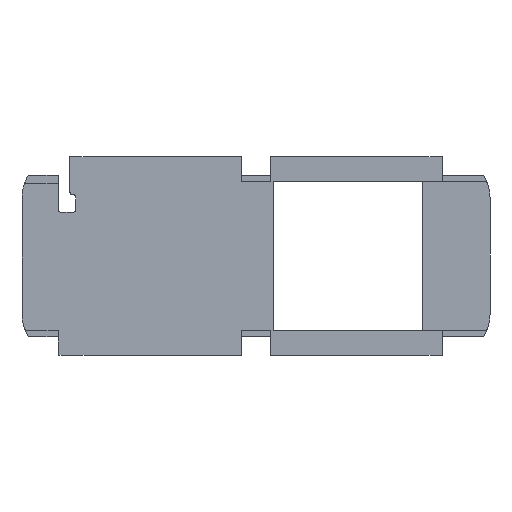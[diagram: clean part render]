
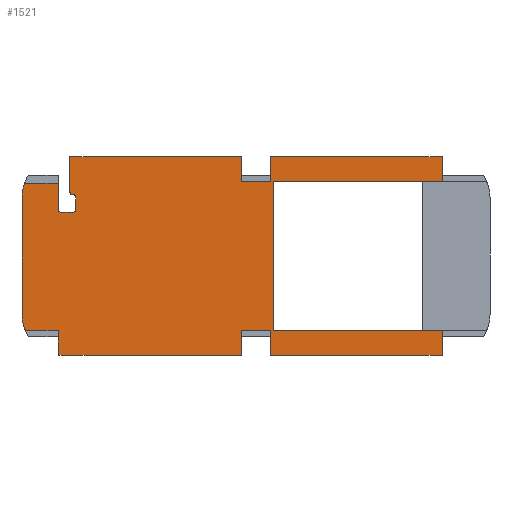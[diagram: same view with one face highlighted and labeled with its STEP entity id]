
A CAD part, top view. The second image highlights one B-rep face of the part: STEP entity #1521.
In plain terms, the highlighted planar face has unit normal (0, 0, 1).
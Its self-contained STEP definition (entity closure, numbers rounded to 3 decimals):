
#64=PLANE('',#1657);
#138=FACE_OUTER_BOUND('',#214,.T.);
#214=EDGE_LOOP('',(#1373,#1374,#1375,#1376,#1377,#1378,#1379,#1380,#1381,
#1382,#1383,#1384,#1385,#1386,#1387,#1388,#1389,#1390,#1391,#1392,#1393,
#1394,#1395,#1396,#1397,#1398,#1399,#1400,#1401,#1402,#1403));
#267=LINE('',#2226,#441);
#273=LINE('',#2239,#447);
#277=LINE('',#2251,#451);
#281=LINE('',#2266,#455);
#333=LINE('',#2399,#507);
#337=LINE('',#2406,#511);
#340=LINE('',#2412,#514);
#344=LINE('',#2420,#518);
#348=LINE('',#2429,#522);
#355=LINE('',#2447,#529);
#356=LINE('',#2449,#530);
#357=LINE('',#2452,#531);
#360=LINE('',#2457,#534);
#364=LINE('',#2465,#538);
#365=LINE('',#2467,#539);
#368=LINE('',#2475,#542);
#370=LINE('',#2482,#544);
#373=LINE('',#2488,#547);
#377=LINE('',#2494,#551);
#378=LINE('',#2498,#552);
#382=LINE('',#2504,#556);
#389=LINE('',#2521,#563);
#390=LINE('',#2523,#564);
#391=LINE('',#2524,#565);
#441=VECTOR('',#1765,10.);
#447=VECTOR('',#1777,10.);
#451=VECTOR('',#1789,10.);
#455=VECTOR('',#1807,10.);
#507=VECTOR('',#1947,10.);
#511=VECTOR('',#1953,10.);
#514=VECTOR('',#1958,10.);
#518=VECTOR('',#1964,10.);
#522=VECTOR('',#1972,10.);
#529=VECTOR('',#1991,10.);
#530=VECTOR('',#1994,10.);
#531=VECTOR('',#1997,10.);
#534=VECTOR('',#2002,10.);
#538=VECTOR('',#2010,10.);
#539=VECTOR('',#2013,10.);
#542=VECTOR('',#2022,10.);
#544=VECTOR('',#2030,10.);
#547=VECTOR('',#2035,10.);
#551=VECTOR('',#2041,10.);
#552=VECTOR('',#2046,10.);
#556=VECTOR('',#2052,10.);
#563=VECTOR('',#2071,10.);
#564=VECTOR('',#2072,10.);
#565=VECTOR('',#2073,10.);
#589=CIRCLE('',#1568,0.2);
#591=CIRCLE('',#1572,0.2);
#592=CIRCLE('',#1575,0.2);
#594=CIRCLE('',#1578,0.2);
#610=CIRCLE('',#1632,3.5);
#611=CIRCLE('',#1634,3.5);
#615=CIRCLE('',#1658,3.5);
#680=VERTEX_POINT('',#2223);
#681=VERTEX_POINT('',#2225);
#682=VERTEX_POINT('',#2229);
#683=VERTEX_POINT('',#2231);
#685=VERTEX_POINT('',#2237);
#687=VERTEX_POINT('',#2243);
#689=VERTEX_POINT('',#2249);
#690=VERTEX_POINT('',#2253);
#692=VERTEX_POINT('',#2259);
#729=VERTEX_POINT('',#2397);
#730=VERTEX_POINT('',#2398);
#731=VERTEX_POINT('',#2403);
#732=VERTEX_POINT('',#2405);
#733=VERTEX_POINT('',#2409);
#734=VERTEX_POINT('',#2411);
#736=VERTEX_POINT('',#2417);
#737=VERTEX_POINT('',#2419);
#739=VERTEX_POINT('',#2427);
#740=VERTEX_POINT('',#2428);
#742=VERTEX_POINT('',#2435);
#743=VERTEX_POINT('',#2437);
#744=VERTEX_POINT('',#2441);
#745=VERTEX_POINT('',#2445);
#746=VERTEX_POINT('',#2451);
#749=VERTEX_POINT('',#2463);
#751=VERTEX_POINT('',#2473);
#753=VERTEX_POINT('',#2481);
#755=VERTEX_POINT('',#2487);
#757=VERTEX_POINT('',#2497);
#762=VERTEX_POINT('',#2519);
#763=VERTEX_POINT('',#2522);
#832=EDGE_CURVE('',#681,#680,#267,.T.);
#835=EDGE_CURVE('',#682,#683,#589,.T.);
#839=EDGE_CURVE('',#682,#685,#273,.T.);
#842=EDGE_CURVE('',#687,#685,#591,.T.);
#845=EDGE_CURVE('',#687,#689,#277,.T.);
#846=EDGE_CURVE('',#690,#689,#592,.T.);
#849=EDGE_CURVE('',#681,#692,#594,.T.);
#853=EDGE_CURVE('',#690,#692,#281,.T.);
#918=EDGE_CURVE('',#729,#730,#333,.T.);
#922=EDGE_CURVE('',#732,#731,#337,.T.);
#925=EDGE_CURVE('',#734,#733,#340,.T.);
#929=EDGE_CURVE('',#737,#736,#344,.T.);
#933=EDGE_CURVE('',#739,#740,#348,.T.);
#938=EDGE_CURVE('',#742,#743,#610,.T.);
#941=EDGE_CURVE('',#732,#744,#611,.T.);
#943=EDGE_CURVE('',#740,#745,#355,.T.);
#944=EDGE_CURVE('',#736,#739,#356,.T.);
#945=EDGE_CURVE('',#746,#744,#357,.T.);
#948=EDGE_CURVE('',#742,#746,#360,.T.);
#952=EDGE_CURVE('',#680,#749,#364,.T.);
#953=EDGE_CURVE('',#745,#683,#365,.T.);
#957=EDGE_CURVE('',#733,#751,#368,.T.);
#960=EDGE_CURVE('',#753,#734,#370,.T.);
#963=EDGE_CURVE('',#755,#753,#373,.T.);
#967=EDGE_CURVE('',#731,#755,#377,.T.);
#968=EDGE_CURVE('',#757,#729,#378,.T.);
#972=EDGE_CURVE('',#730,#737,#382,.T.);
#980=EDGE_CURVE('',#762,#749,#615,.T.);
#981=EDGE_CURVE('',#762,#743,#389,.T.);
#982=EDGE_CURVE('',#751,#763,#390,.T.);
#983=EDGE_CURVE('',#763,#757,#391,.T.);
#1373=ORIENTED_EDGE('',*,*,#835,.F.);
#1374=ORIENTED_EDGE('',*,*,#839,.T.);
#1375=ORIENTED_EDGE('',*,*,#842,.F.);
#1376=ORIENTED_EDGE('',*,*,#845,.T.);
#1377=ORIENTED_EDGE('',*,*,#846,.F.);
#1378=ORIENTED_EDGE('',*,*,#853,.T.);
#1379=ORIENTED_EDGE('',*,*,#849,.F.);
#1380=ORIENTED_EDGE('',*,*,#832,.T.);
#1381=ORIENTED_EDGE('',*,*,#952,.T.);
#1382=ORIENTED_EDGE('',*,*,#980,.F.);
#1383=ORIENTED_EDGE('',*,*,#981,.T.);
#1384=ORIENTED_EDGE('',*,*,#938,.F.);
#1385=ORIENTED_EDGE('',*,*,#948,.T.);
#1386=ORIENTED_EDGE('',*,*,#945,.T.);
#1387=ORIENTED_EDGE('',*,*,#941,.F.);
#1388=ORIENTED_EDGE('',*,*,#922,.T.);
#1389=ORIENTED_EDGE('',*,*,#967,.T.);
#1390=ORIENTED_EDGE('',*,*,#963,.T.);
#1391=ORIENTED_EDGE('',*,*,#960,.T.);
#1392=ORIENTED_EDGE('',*,*,#925,.T.);
#1393=ORIENTED_EDGE('',*,*,#957,.T.);
#1394=ORIENTED_EDGE('',*,*,#982,.T.);
#1395=ORIENTED_EDGE('',*,*,#983,.T.);
#1396=ORIENTED_EDGE('',*,*,#968,.T.);
#1397=ORIENTED_EDGE('',*,*,#918,.T.);
#1398=ORIENTED_EDGE('',*,*,#972,.T.);
#1399=ORIENTED_EDGE('',*,*,#929,.T.);
#1400=ORIENTED_EDGE('',*,*,#944,.T.);
#1401=ORIENTED_EDGE('',*,*,#933,.T.);
#1402=ORIENTED_EDGE('',*,*,#943,.T.);
#1403=ORIENTED_EDGE('',*,*,#953,.T.);
#1521=ADVANCED_FACE('',(#138),#64,.T.);
#1568=AXIS2_PLACEMENT_3D('',#2232,#1770,#1771);
#1572=AXIS2_PLACEMENT_3D('',#2245,#1783,#1784);
#1575=AXIS2_PLACEMENT_3D('',#2254,#1792,#1793);
#1578=AXIS2_PLACEMENT_3D('',#2260,#1799,#1800);
#1632=AXIS2_PLACEMENT_3D('',#2438,#1980,#1981);
#1634=AXIS2_PLACEMENT_3D('',#2443,#1986,#1987);
#1657=AXIS2_PLACEMENT_3D('',#2518,#2067,#2068);
#1658=AXIS2_PLACEMENT_3D('',#2520,#2069,#2070);
#1765=DIRECTION('',(0.,1.,0.));
#1770=DIRECTION('center_axis',(0.,0.,-1.));
#1771=DIRECTION('ref_axis',(-0.707,-0.707,0.));
#1777=DIRECTION('',(1.,0.,0.));
#1783=DIRECTION('center_axis',(0.,0.,1.));
#1784=DIRECTION('ref_axis',(0.707,0.707,0.));
#1789=DIRECTION('',(0.,-1.,0.));
#1792=DIRECTION('center_axis',(0.,0.,1.));
#1793=DIRECTION('ref_axis',(0.707,-0.707,0.));
#1799=DIRECTION('center_axis',(0.,0.,1.));
#1800=DIRECTION('ref_axis',(-0.707,-0.707,0.));
#1807=DIRECTION('',(-1.,0.,0.));
#1947=DIRECTION('',(0.,1.,0.));
#1953=DIRECTION('',(1.,0.,0.));
#1958=DIRECTION('',(1.,0.,0.));
#1964=DIRECTION('',(0.,-1.,0.));
#1972=DIRECTION('',(0.,1.,0.));
#1980=DIRECTION('center_axis',(0.,0.,-1.));
#1981=DIRECTION('ref_axis',(-0.707,-0.707,0.));
#1986=DIRECTION('center_axis',(0.,0.,-1.));
#1987=DIRECTION('ref_axis',(-0.707,-0.707,0.));
#1991=DIRECTION('',(-1.,0.,0.));
#1994=DIRECTION('',(-1.,0.,0.));
#1997=DIRECTION('',(0.,-1.,0.));
#2002=DIRECTION('',(1.,0.,0.));
#2010=DIRECTION('',(-1.,0.,0.));
#2013=DIRECTION('',(0.,-1.,0.));
#2022=DIRECTION('',(0.,1.,0.));
#2030=DIRECTION('',(0.,-1.,0.));
#2035=DIRECTION('',(1.,0.,0.));
#2041=DIRECTION('',(0.,1.,0.));
#2046=DIRECTION('',(1.,0.,0.));
#2052=DIRECTION('',(-1.,0.,0.));
#2067=DIRECTION('center_axis',(0.,0.,1.));
#2068=DIRECTION('ref_axis',(1.,0.,0.));
#2069=DIRECTION('center_axis',(0.,0.,-1.));
#2070=DIRECTION('ref_axis',(-0.707,0.707,0.));
#2071=DIRECTION('',(0.,-1.,0.));
#2072=DIRECTION('',(-1.,0.,0.));
#2073=DIRECTION('',(0.,1.,0.));
#2223=CARTESIAN_POINT('',(-16.9,6.2,1.6));
#2225=CARTESIAN_POINT('',(-16.9,3.95,1.6));
#2226=CARTESIAN_POINT('',(-16.9,1.875,1.6));
#2229=CARTESIAN_POINT('',(-15.7,5.25,1.6));
#2231=CARTESIAN_POINT('',(-15.9,5.45,1.6));
#2232=CARTESIAN_POINT('Origin',(-15.7,5.45,1.6));
#2237=CARTESIAN_POINT('',(-15.6,5.25,1.6));
#2239=CARTESIAN_POINT('',(-7.95,5.25,1.6));
#2243=CARTESIAN_POINT('',(-15.4,5.05,1.6));
#2245=CARTESIAN_POINT('Origin',(-15.6,5.05,1.6));
#2249=CARTESIAN_POINT('',(-15.4,3.95,1.6));
#2251=CARTESIAN_POINT('',(-15.4,2.625,1.6));
#2253=CARTESIAN_POINT('',(-15.6,3.75,1.6));
#2254=CARTESIAN_POINT('Origin',(-15.6,3.95,1.6));
#2259=CARTESIAN_POINT('',(-16.7,3.75,1.6));
#2260=CARTESIAN_POINT('Origin',(-16.7,3.95,1.6));
#2266=CARTESIAN_POINT('',(-7.7,3.75,1.6));
#2397=CARTESIAN_POINT('',(15.9,6.4,1.6));
#2398=CARTESIAN_POINT('',(15.9,8.5,1.6));
#2399=CARTESIAN_POINT('',(15.9,3.2,1.6));
#2403=CARTESIAN_POINT('',(-1.25,-8.5,1.6));
#2405=CARTESIAN_POINT('',(-16.5,-8.5,1.6));
#2406=CARTESIAN_POINT('',(-20.,-8.5,1.6));
#2409=CARTESIAN_POINT('',(15.9,-8.5,1.6));
#2411=CARTESIAN_POINT('',(1.25,-8.5,1.6));
#2412=CARTESIAN_POINT('',(-20.,-8.5,1.6));
#2417=CARTESIAN_POINT('',(1.25,6.4,1.6));
#2419=CARTESIAN_POINT('',(1.25,8.5,1.6));
#2420=CARTESIAN_POINT('',(1.25,4.25,1.6));
#2427=CARTESIAN_POINT('',(-1.25,6.4,1.6));
#2428=CARTESIAN_POINT('',(-1.25,8.5,1.6));
#2429=CARTESIAN_POINT('',(-1.25,3.2,1.6));
#2435=CARTESIAN_POINT('',(-19.708,-6.4,1.6));
#2437=CARTESIAN_POINT('',(-20.,-5.,1.6));
#2438=CARTESIAN_POINT('Origin',(-16.5,-5.,1.6));
#2441=CARTESIAN_POINT('',(-16.9,-8.477,1.6));
#2443=CARTESIAN_POINT('Origin',(-16.5,-5.,1.6));
#2445=CARTESIAN_POINT('',(-15.9,8.5,1.6));
#2447=CARTESIAN_POINT('',(20.,8.5,1.6));
#2449=CARTESIAN_POINT('',(0.625,6.4,1.6));
#2451=CARTESIAN_POINT('',(-16.9,-6.4,1.6));
#2452=CARTESIAN_POINT('',(-16.9,-3.2,1.6));
#2457=CARTESIAN_POINT('',(-9.854,-6.4,1.6));
#2463=CARTESIAN_POINT('',(-19.788,6.2,1.6));
#2465=CARTESIAN_POINT('',(-7.95,6.2,1.6));
#2467=CARTESIAN_POINT('',(-15.9,4.25,1.6));
#2473=CARTESIAN_POINT('',(15.9,-6.4,1.6));
#2475=CARTESIAN_POINT('',(15.9,-4.25,1.6));
#2481=CARTESIAN_POINT('',(1.25,-6.4,1.6));
#2482=CARTESIAN_POINT('',(1.25,-3.2,1.6));
#2487=CARTESIAN_POINT('',(-1.25,-6.4,1.6));
#2488=CARTESIAN_POINT('',(-0.625,-6.4,1.6));
#2494=CARTESIAN_POINT('',(-1.25,-4.25,1.6));
#2497=CARTESIAN_POINT('',(1.5,6.4,1.6));
#2498=CARTESIAN_POINT('',(1.5,6.4,1.6));
#2504=CARTESIAN_POINT('',(20.,8.5,1.6));
#2518=CARTESIAN_POINT('Origin',(0.,0.,1.6));
#2519=CARTESIAN_POINT('',(-20.,5.,1.6));
#2520=CARTESIAN_POINT('Origin',(-16.5,5.,1.6));
#2521=CARTESIAN_POINT('',(-20.,8.5,1.6));
#2522=CARTESIAN_POINT('',(1.5,-6.4,1.6));
#2523=CARTESIAN_POINT('',(9.854,-6.4,1.6));
#2524=CARTESIAN_POINT('',(1.5,-6.4,1.6));
